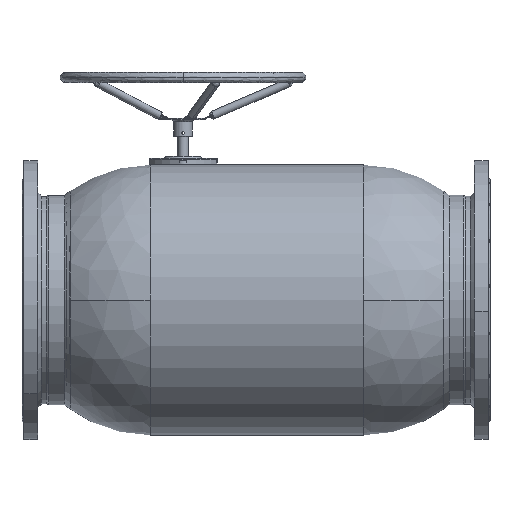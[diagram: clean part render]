
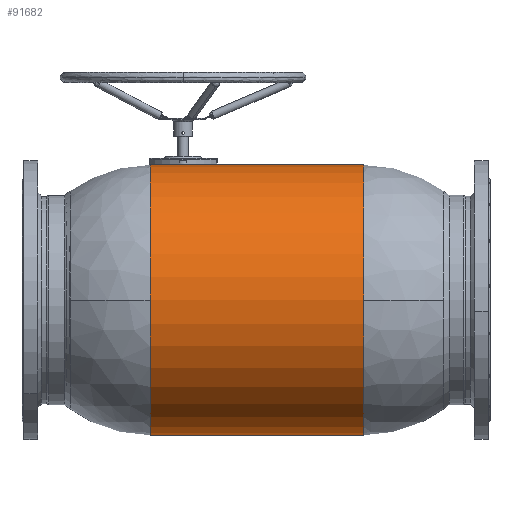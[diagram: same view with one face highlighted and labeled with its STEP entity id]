
A CAD part, front view. The second image highlights one B-rep face of the part: STEP entity #91682.
In plain terms, the highlighted cylindrical face has radius 330 mm (diameter 660 mm), a partial arc.
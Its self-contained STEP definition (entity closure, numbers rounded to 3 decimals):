
#24465 = ORIENTED_EDGE ( 'NONE', *, *, #30327, .F. ) ;
#24466 = ORIENTED_EDGE ( 'NONE', *, *, #29769, .T. ) ;
#24467 = ORIENTED_EDGE ( 'NONE', *, *, #29863, .T. ) ;
#24468 = ORIENTED_EDGE ( 'NONE', *, *, #30678, .T. ) ;
#24469 = ORIENTED_EDGE ( 'NONE', *, *, #44032, .F. ) ;
#24470 = ORIENTED_EDGE ( 'NONE', *, *, #30158, .F. ) ;
#29769 = EDGE_CURVE ( 'NONE', #47811, #47808, #35233, .T. ) ;
#29863 = EDGE_CURVE ( 'NONE', #47808, #47810, #35316, .T. ) ;
#30158 = EDGE_CURVE ( 'NONE', #44236, #47817, #35557, .T. ) ;
#30327 = EDGE_CURVE ( 'NONE', #47811, #44236, #83580, .T. ) ;
#30678 = EDGE_CURVE ( 'NONE', #47810, #47913, #86173, .T. ) ;
#35233 = CIRCLE ( 'NONE', #35237, 330. ) ;
#35237 = AXIS2_PLACEMENT_3D ( 'NONE', #82071, #82072, #82073 ) ;
#35316 = CIRCLE ( 'NONE', #35324, 330. ) ;
#35324 = AXIS2_PLACEMENT_3D ( 'NONE', #82152, #82153, #82154 ) ;
#35557 = CIRCLE ( 'NONE', #35564, 330. ) ;
#35564 = AXIS2_PLACEMENT_3D ( 'NONE', #82434, #82435, #82436 ) ;
#35694 = VECTOR ( 'NONE', #83590, 1000. ) ;
#44032 = EDGE_CURVE ( 'NONE', #47817, #47913, #74544, .T. ) ;
#44236 = VERTEX_POINT ( 'NONE', #59767 ) ;
#47695 = EDGE_LOOP ( 'NONE', ( #24465, #24466, #24467, #24468, #24469, #24470 ) ) ;
#47808 = VERTEX_POINT ( 'NONE', #65091 ) ;
#47810 = VERTEX_POINT ( 'NONE', #65096 ) ;
#47811 = VERTEX_POINT ( 'NONE', #65098 ) ;
#47817 = VERTEX_POINT ( 'NONE', #65114 ) ;
#47913 = VERTEX_POINT ( 'NONE', #65292 ) ;
#59472 = CARTESIAN_POINT ( 'NONE',  ( -260.7, 0., 0. ) ) ;
#59474 = DIRECTION ( 'NONE',  ( -1., 0., 0. ) ) ;
#59476 = DIRECTION ( 'NONE',  ( 0., 0., 1. ) ) ;
#59767 = CARTESIAN_POINT ( 'NONE',  ( -260.7, 0., -330. ) ) ;
#65091 = CARTESIAN_POINT ( 'NONE',  ( 260.7, -330., 0. ) ) ;
#65096 = CARTESIAN_POINT ( 'NONE',  ( 260.7, 0., 330. ) ) ;
#65098 = CARTESIAN_POINT ( 'NONE',  ( 260.7, 0., -330. ) ) ;
#65114 = CARTESIAN_POINT ( 'NONE',  ( -260.7, -330., 0. ) ) ;
#65292 = CARTESIAN_POINT ( 'NONE',  ( -260.7, 0., 330. ) ) ;
#74544 = CIRCLE ( 'NONE', #74546, 330. ) ;
#74546 = AXIS2_PLACEMENT_3D ( 'NONE', #59472, #59474, #59476 ) ;
#78971 = CYLINDRICAL_SURFACE ( 'NONE', #79698, 330. ) ;
#78972 = FACE_OUTER_BOUND ( 'NONE', #47695, .T. ) ;
#78973 = CARTESIAN_POINT ( 'NONE',  ( -59.65, 0., 0. ) ) ;
#78983 = DIRECTION ( 'NONE',  ( -1., 0., 0. ) ) ;
#78984 = DIRECTION ( 'NONE',  ( 0., 0., 1. ) ) ;
#79698 = AXIS2_PLACEMENT_3D ( 'NONE', #78973, #78983, #78984 ) ;
#82071 = CARTESIAN_POINT ( 'NONE',  ( 260.7, 0., 0. ) ) ;
#82072 = DIRECTION ( 'NONE',  ( -1., 0., 0. ) ) ;
#82073 = DIRECTION ( 'NONE',  ( 0., 0., 1. ) ) ;
#82152 = CARTESIAN_POINT ( 'NONE',  ( 260.7, 0., 0. ) ) ;
#82153 = DIRECTION ( 'NONE',  ( -1., 0., 0. ) ) ;
#82154 = DIRECTION ( 'NONE',  ( 0., 0., 1. ) ) ;
#82434 = CARTESIAN_POINT ( 'NONE',  ( -260.7, 0., 0. ) ) ;
#82435 = DIRECTION ( 'NONE',  ( -1., 0., 0. ) ) ;
#82436 = DIRECTION ( 'NONE',  ( 0., 0., 1. ) ) ;
#83580 = LINE ( 'NONE', #83587, #35694 ) ;
#83587 = CARTESIAN_POINT ( 'NONE',  ( -59.65, 0., -330. ) ) ;
#83590 = DIRECTION ( 'NONE',  ( -1., 0., 0. ) ) ;
#86173 = LINE ( 'NONE', #86176, #88955 ) ;
#86176 = CARTESIAN_POINT ( 'NONE',  ( -59.65, 0., 330. ) ) ;
#86178 = DIRECTION ( 'NONE',  ( -1., 0., 0. ) ) ;
#88955 = VECTOR ( 'NONE', #86178, 1000. ) ;
#91682 = ADVANCED_FACE ( 'NONE', ( #78972 ), #78971, .T. ) ;
